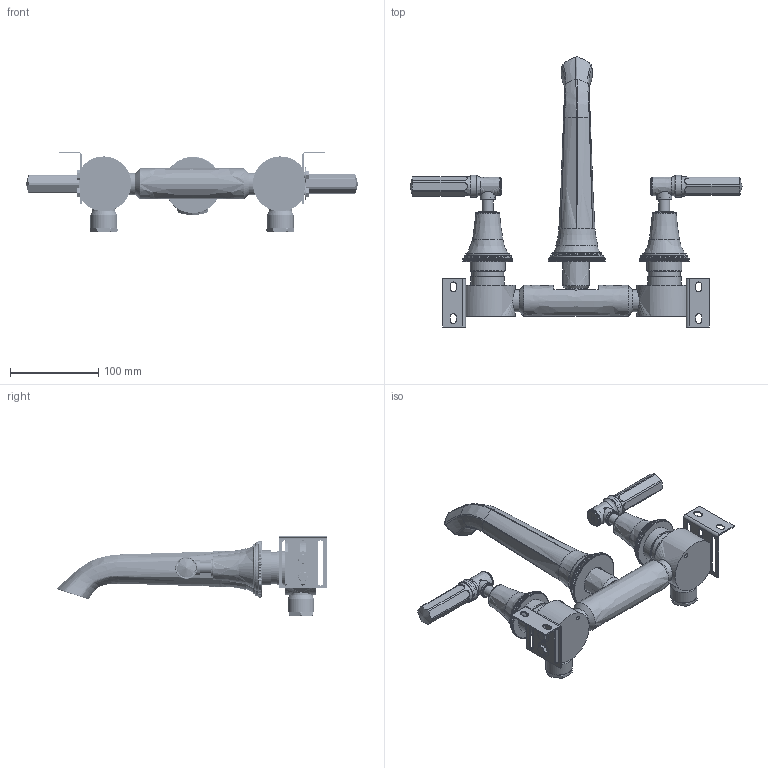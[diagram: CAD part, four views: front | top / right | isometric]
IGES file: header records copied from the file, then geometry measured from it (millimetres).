
Global section: file name: V6K47-L; native system: Autodesk Inventor 2018; preprocessor: unknown; author: mblakey; date: 20180329.085543; units: millimetre
Bounding box: 376 x 305.99 x 90.5 mm (x, y, z)
Volume: 754153.6 mm3; surface area: 307392.5 mm2
Topology: 68 solids, 71 shells, 4440 faces, 11489 edges, 7287 vertices
Faces by surface type: bspline 4440
